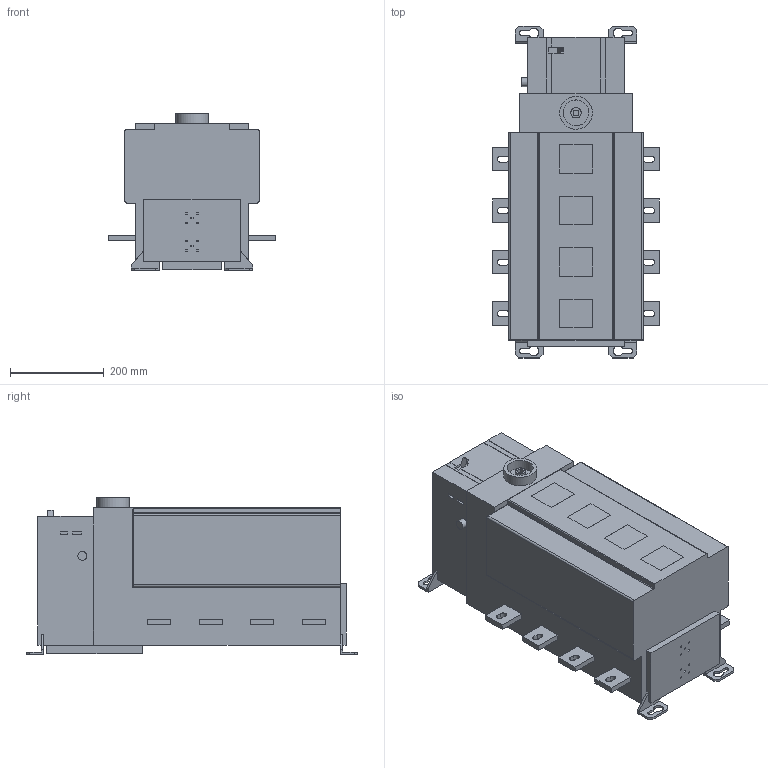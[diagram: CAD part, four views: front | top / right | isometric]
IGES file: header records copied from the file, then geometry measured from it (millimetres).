
Global section: file name: OSM1250_4.igs; preprocessor: I-DEAS 3D IGES Translator 11; date: 20090105.112240; units: millimetre
Bounding box: 355.94 x 709 x 335.2 mm (x, y, z)
Volume: 47826178.3 mm3; surface area: 988056.5 mm2
Topology: 1 solids, 1 shells, 322 faces, 892 edges, 654 vertices
Faces by surface type: bspline 322
